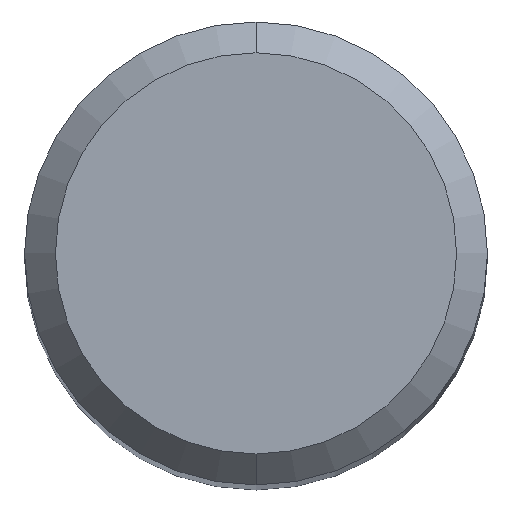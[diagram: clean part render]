
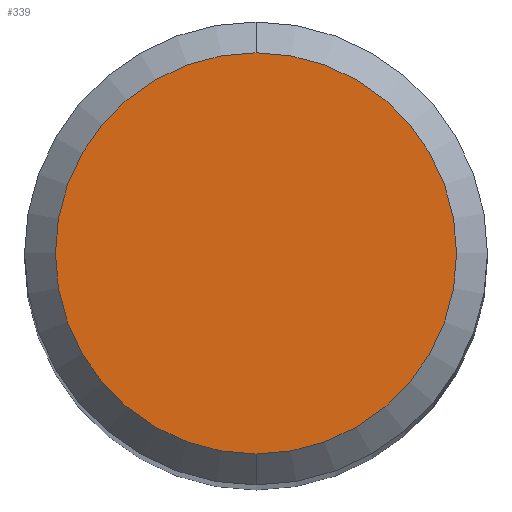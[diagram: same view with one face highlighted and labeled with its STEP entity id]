
A CAD part, top view. The second image highlights one B-rep face of the part: STEP entity #339.
In plain terms, the highlighted planar face has unit normal (0, 0, 1).
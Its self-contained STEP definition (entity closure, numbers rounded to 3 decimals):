
#183=EDGE_CURVE('',#363,#203,#490,.T.);
#203=VERTEX_POINT('',#512);
#339=ADVANCED_FACE('',(#664),#665,.T.);
#363=VERTEX_POINT('',#691);
#455=EDGE_CURVE('',#203,#363,#792,.T.);
#490=CIRCLE('',#854,2.6);
#512=CARTESIAN_POINT('',(0.,-2.6,0.0));
#664=FACE_OUTER_BOUND('',#1214,.T.);
#665=PLANE('',#1215);
#691=CARTESIAN_POINT('',(0.0,2.6,0.0));
#792=CIRCLE('',#1423,2.6);
#854=AXIS2_PLACEMENT_3D('',#1448,#1449,#1450);
#1214=EDGE_LOOP('',(#1662,#1663));
#1215=AXIS2_PLACEMENT_3D('',#1664,#1665,#1666);
#1423=AXIS2_PLACEMENT_3D('',#1799,#1800,#1801);
#1448=CARTESIAN_POINT('',(0.0,0.0,0.0));
#1449=DIRECTION('',(0.0,0.0,-1.0));
#1450=DIRECTION('',(0.0,1.0,0.0));
#1662=ORIENTED_EDGE('',*,*,#183,.F.);
#1663=ORIENTED_EDGE('',*,*,#455,.F.);
#1664=CARTESIAN_POINT('',(0.0,1.3,0.0));
#1665=DIRECTION('',(-0.0,0.0,1.0));
#1666=DIRECTION('',(0.0,-1.0,0.0));
#1799=CARTESIAN_POINT('',(0.0,0.0,0.0));
#1800=DIRECTION('',(0.0,0.0,-1.0));
#1801=DIRECTION('',(0.0,1.0,0.0));
